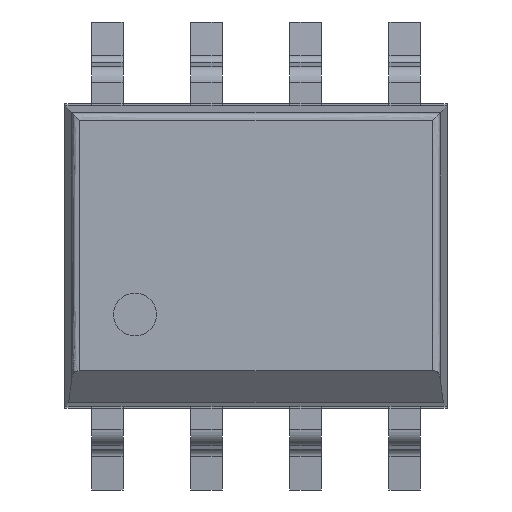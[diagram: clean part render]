
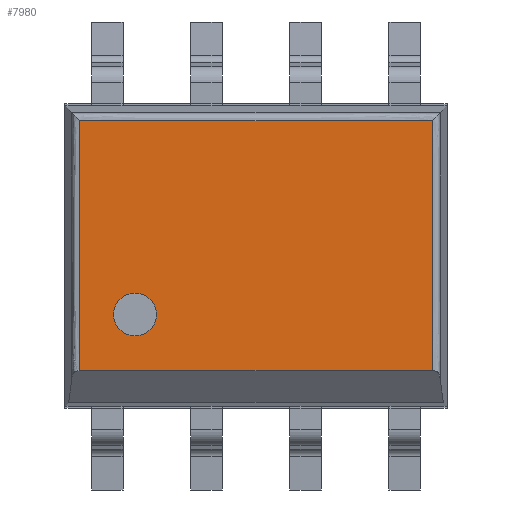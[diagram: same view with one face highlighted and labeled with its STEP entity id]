
A CAD part, front view. The second image highlights one B-rep face of the part: STEP entity #7980.
In plain terms, the highlighted face is planar.
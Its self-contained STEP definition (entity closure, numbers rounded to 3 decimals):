
#25=B_SPLINE_CURVE_WITH_KNOTS('',3,(#12110,#12111,#12112,#12113),
 .UNSPECIFIED.,.F.,.F.,(4,4),(0.,1.),.UNSPECIFIED.);
#26=B_SPLINE_CURVE_WITH_KNOTS('',3,(#12115,#12116,#12117,#12118),
 .UNSPECIFIED.,.F.,.F.,(4,4),(0.,1.),.UNSPECIFIED.);
#27=B_SPLINE_CURVE_WITH_KNOTS('',3,(#12120,#12121,#12122,#12123),
 .UNSPECIFIED.,.F.,.F.,(4,4),(0.,1.),.UNSPECIFIED.);
#189=CIRCLE('',#8476,0.275);
#1956=ORIENTED_EDGE('',*,*,#3038,.T.);
#1957=ORIENTED_EDGE('',*,*,#3039,.T.);
#1958=ORIENTED_EDGE('',*,*,#3040,.T.);
#1959=ORIENTED_EDGE('',*,*,#3041,.T.);
#1960=ORIENTED_EDGE('',*,*,#3042,.T.);
#3038=EDGE_CURVE('',#3702,#3702,#189,.T.);
#3039=EDGE_CURVE('',#3703,#3704,#4528,.T.);
#3040=EDGE_CURVE('',#3704,#3705,#25,.T.);
#3041=EDGE_CURVE('',#3705,#3706,#26,.T.);
#3042=EDGE_CURVE('',#3706,#3703,#27,.T.);
#3702=VERTEX_POINT('',#12106);
#3703=VERTEX_POINT('',#12108);
#3704=VERTEX_POINT('',#12109);
#3705=VERTEX_POINT('',#12114);
#3706=VERTEX_POINT('',#12119);
#4528=LINE('',#12107,#5366);
#5366=VECTOR('',#10148,1000.);
#5801=EDGE_LOOP('',(#1956));
#5802=EDGE_LOOP('',(#1957,#1958,#1959,#1960));
#6215=FACE_BOUND('',#5801,.T.);
#6216=FACE_BOUND('',#5802,.T.);
#6532=PLANE('',#8475);
#7980=ADVANCED_FACE('',(#6215,#6216),#6532,.F.);
#8475=AXIS2_PLACEMENT_3D('',#12104,#10144,#10145);
#8476=AXIS2_PLACEMENT_3D('',#12105,#10146,#10147);
#10144=DIRECTION('',(0.,0.,-1.));
#10145=DIRECTION('',(-1.,0.,0.));
#10146=DIRECTION('',(0.,0.,-1.));
#10147=DIRECTION('',(1.,0.,0.));
#10148=DIRECTION('',(1.,0.,0.));
#12104=CARTESIAN_POINT('',(0.,0.,1.45));
#12105=CARTESIAN_POINT('',(-1.55,-0.75,1.45));
#12106=CARTESIAN_POINT('',(-1.275,-0.75,1.45));
#12107=CARTESIAN_POINT('',(2.347,-1.472,1.45));
#12108=CARTESIAN_POINT('',(-2.262,-1.472,1.45));
#12109=CARTESIAN_POINT('',(2.262,-1.472,1.45));
#12110=CARTESIAN_POINT('',(2.262,-1.472,1.45));
#12111=CARTESIAN_POINT('',(2.262,-0.402,1.45));
#12112=CARTESIAN_POINT('',(2.262,0.667,1.45));
#12113=CARTESIAN_POINT('',(2.262,1.737,1.45));
#12114=CARTESIAN_POINT('',(2.262,1.737,1.45));
#12115=CARTESIAN_POINT('',(2.262,1.737,1.45));
#12116=CARTESIAN_POINT('',(0.754,1.737,1.45));
#12117=CARTESIAN_POINT('',(-0.754,1.737,1.45));
#12118=CARTESIAN_POINT('',(-2.262,1.737,1.45));
#12119=CARTESIAN_POINT('',(-2.262,1.737,1.45));
#12120=CARTESIAN_POINT('',(-2.262,1.737,1.45));
#12121=CARTESIAN_POINT('',(-2.262,0.667,1.45));
#12122=CARTESIAN_POINT('',(-2.262,-0.402,1.45));
#12123=CARTESIAN_POINT('',(-2.262,-1.472,1.45));
